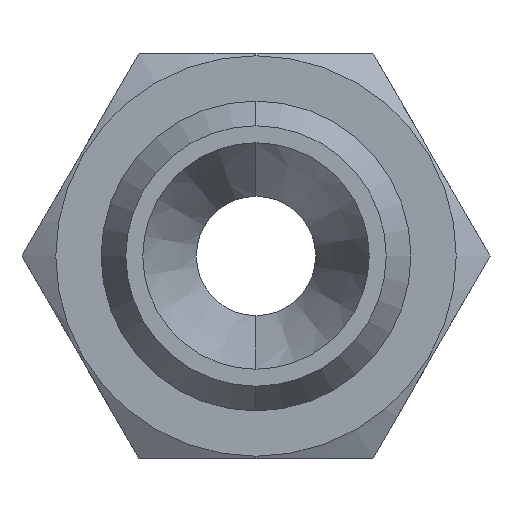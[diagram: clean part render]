
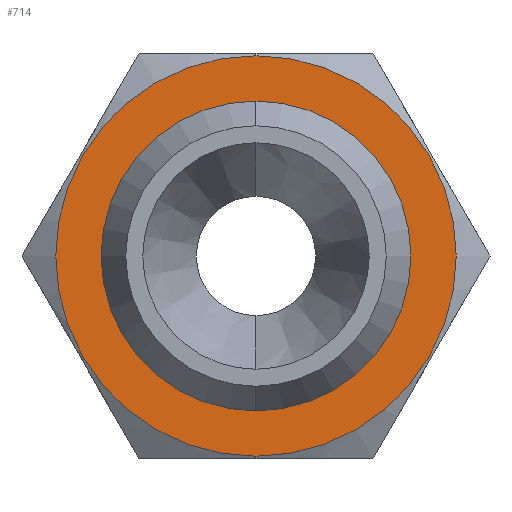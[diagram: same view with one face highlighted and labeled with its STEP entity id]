
A CAD part, front view. The second image highlights one B-rep face of the part: STEP entity #714.
In plain terms, the highlighted planar face has unit normal (0, -1, 0).
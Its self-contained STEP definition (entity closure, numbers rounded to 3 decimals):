
#143 = VERTEX_POINT ( 'NONE', #1091 ) ;
#166 = ORIENTED_EDGE ( 'NONE', *, *, #646, .F. ) ;
#168 = ORIENTED_EDGE ( 'NONE', *, *, #672, .T. ) ;
#170 = ORIENTED_EDGE ( 'NONE', *, *, #639, .T. ) ;
#171 = ORIENTED_EDGE ( 'NONE', *, *, #671, .F. ) ;
#203 = EDGE_LOOP ( 'NONE', ( #166, #171 ) ) ;
#206 = EDGE_LOOP ( 'NONE', ( #168, #170 ) ) ;
#275 = VERTEX_POINT ( 'NONE', #1016 ) ;
#276 = VERTEX_POINT ( 'NONE', #1012 ) ;
#366 = AXIS2_PLACEMENT_3D ( 'NONE', #998, #997, #996 ) ;
#405 = AXIS2_PLACEMENT_3D ( 'NONE', #580, #576, #575 ) ;
#431 = AXIS2_PLACEMENT_3D ( 'NONE', #1060, #1057, #1056 ) ;
#436 = CIRCLE ( 'NONE', #431, 8.4 ) ;
#452 = AXIS2_PLACEMENT_3D ( 'NONE', #543, #542, #541 ) ;
#455 = AXIS2_PLACEMENT_3D ( 'NONE', #546, #545, #544 ) ;
#484 = CIRCLE ( 'NONE', #455, 6.5 ) ;
#491 = CIRCLE ( 'NONE', #405, 6.5 ) ;
#499 = CIRCLE ( 'NONE', #452, 8.4 ) ;
#541 = DIRECTION ( 'NONE',  ( 0., 0., -1. ) ) ;
#542 = DIRECTION ( 'NONE',  ( 0., -1., 0. ) ) ;
#543 = CARTESIAN_POINT ( 'NONE',  ( 0., 8., 0. ) ) ;
#544 = DIRECTION ( 'NONE',  ( 0., 0., -1. ) ) ;
#545 = DIRECTION ( 'NONE',  ( 0., -1., 0. ) ) ;
#546 = CARTESIAN_POINT ( 'NONE',  ( 0., 8., 0. ) ) ;
#575 = DIRECTION ( 'NONE',  ( 0., 0., -1. ) ) ;
#576 = DIRECTION ( 'NONE',  ( 0., -1., 0. ) ) ;
#580 = CARTESIAN_POINT ( 'NONE',  ( 0., 8., 0. ) ) ;
#639 = EDGE_CURVE ( 'NONE', #276, #275, #436, .T. ) ;
#646 = EDGE_CURVE ( 'NONE', #812, #143, #491, .T. ) ;
#671 = EDGE_CURVE ( 'NONE', #143, #812, #484, .T. ) ;
#672 = EDGE_CURVE ( 'NONE', #275, #276, #499, .T. ) ;
#714 = ADVANCED_FACE ( 'NONE', ( #1341, #1333 ), #999, .T. ) ;
#812 = VERTEX_POINT ( 'NONE', #858 ) ;
#858 = CARTESIAN_POINT ( 'NONE',  ( 0., 8., -6.5 ) ) ;
#996 = DIRECTION ( 'NONE',  ( 0., 0., -1. ) ) ;
#997 = DIRECTION ( 'NONE',  ( 0., -1., 0. ) ) ;
#998 = CARTESIAN_POINT ( 'NONE',  ( 6.5, 8., 0. ) ) ;
#999 = PLANE ( 'NONE',  #366 ) ;
#1012 = CARTESIAN_POINT ( 'NONE',  ( 0., 8., -8.4 ) ) ;
#1016 = CARTESIAN_POINT ( 'NONE',  ( 0., 8., 8.4 ) ) ;
#1056 = DIRECTION ( 'NONE',  ( 0., 0., -1. ) ) ;
#1057 = DIRECTION ( 'NONE',  ( 0., -1., 0. ) ) ;
#1060 = CARTESIAN_POINT ( 'NONE',  ( 0., 8., 0. ) ) ;
#1091 = CARTESIAN_POINT ( 'NONE',  ( 0., 8., 6.5 ) ) ;
#1333 = FACE_BOUND ( 'NONE', #203, .T. ) ;
#1341 = FACE_OUTER_BOUND ( 'NONE', #206, .T. ) ;
